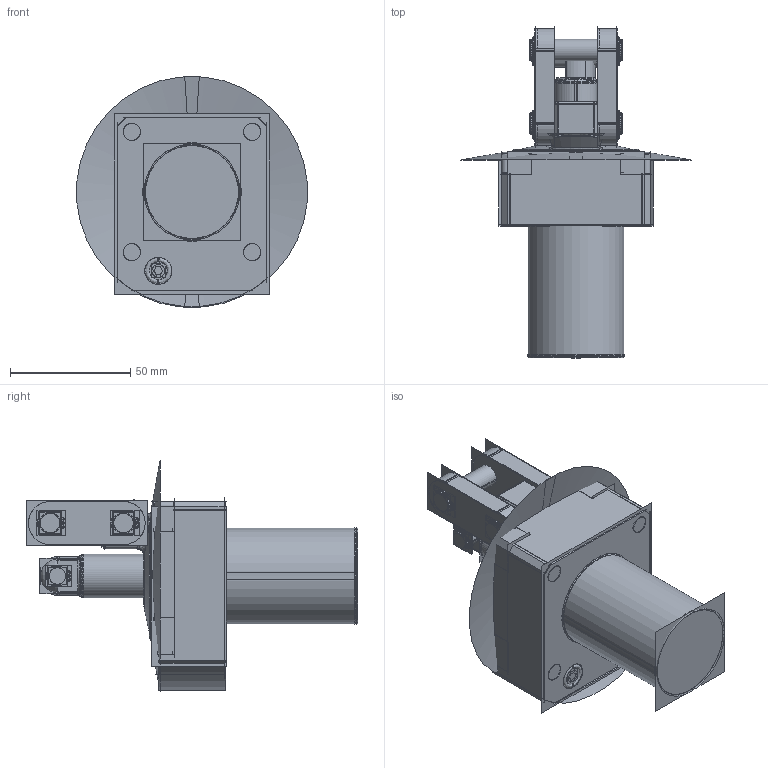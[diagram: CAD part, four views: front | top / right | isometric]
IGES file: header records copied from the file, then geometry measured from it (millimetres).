
Start section:  PTC IGES file: ilc16311800.igs
Global section: file name: ilc16311800.igs; native system: Creo Parametric by Parametric Technology Corporation; preprocessor: 2013320; author: bcd; organization: Unknown; date: 20161010.090137; units: inch
Bounding box: 95.72 x 137.86 x 95.88 mm (x, y, z)
Surface area: 100634.6 mm2 (no closed solid volume)
Topology: 0 solids, 0 shells, 660 faces, 8389 edges, 10298 vertices
Faces by surface type: revolution 420, bspline 240
